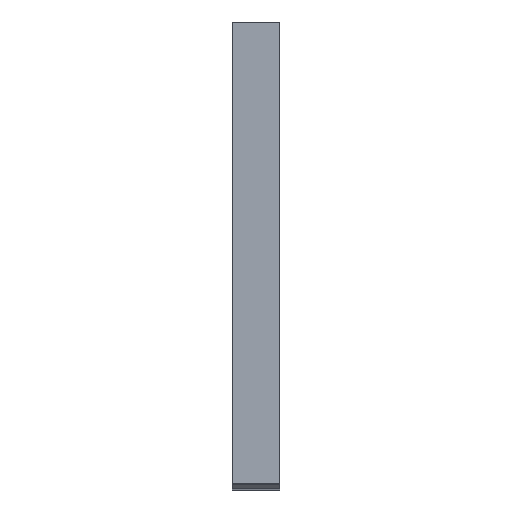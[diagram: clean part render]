
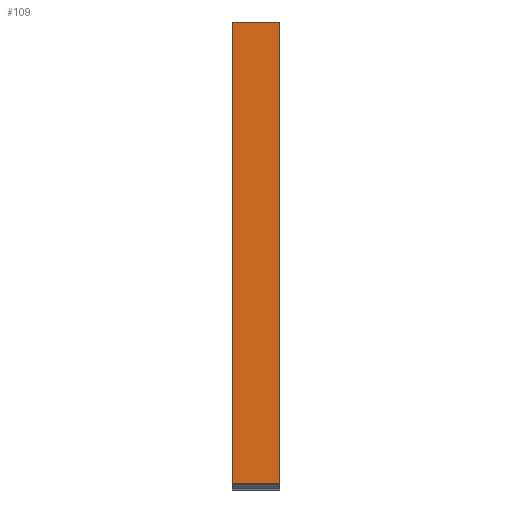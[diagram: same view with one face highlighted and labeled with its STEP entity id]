
A CAD part, top view. The second image highlights one B-rep face of the part: STEP entity #109.
In plain terms, the highlighted planar face has unit normal (0, 0, 1).
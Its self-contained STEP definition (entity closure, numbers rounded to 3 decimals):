
#109=ADVANCED_FACE('',(#157),#158,.T.);
#157=FACE_OUTER_BOUND('',#222,.T.);
#158=PLANE('',#223);
#222=EDGE_LOOP('',(#347,#348,#349,#350));
#223=AXIS2_PLACEMENT_3D('',#351,#352,#353);
#347=ORIENTED_EDGE('',*,*,#502,.T.);
#348=ORIENTED_EDGE('',*,*,#503,.T.);
#349=ORIENTED_EDGE('',*,*,#504,.T.);
#350=ORIENTED_EDGE('',*,*,#505,.T.);
#351=CARTESIAN_POINT('',(1.55,0.0,125.0));
#352=DIRECTION('',(0.0,0.0,1.0));
#353=DIRECTION('',(1.0,0.0,0.0));
#502=EDGE_CURVE('',#580,#581,#582,.T.);
#503=EDGE_CURVE('',#581,#583,#584,.T.);
#504=EDGE_CURVE('',#583,#585,#586,.T.);
#505=EDGE_CURVE('',#585,#580,#587,.T.);
#580=VERTEX_POINT('',#704);
#581=VERTEX_POINT('',#705);
#582=LINE('',#706,#707);
#583=VERTEX_POINT('',#708);
#584=LINE('',#709,#710);
#585=VERTEX_POINT('',#711);
#586=LINE('',#712,#713);
#587=LINE('',#714,#715);
#704=CARTESIAN_POINT('',(3.1,-15.0,125.0));
#705=CARTESIAN_POINT('',(3.1,15.0,125.0));
#706=CARTESIAN_POINT('',(3.1,0.0,125.0));
#707=VECTOR('',#824,1.0);
#708=CARTESIAN_POINT('',(0.0,15.0,125.0));
#709=CARTESIAN_POINT('',(1.55,15.0,125.0));
#710=VECTOR('',#825,1.0);
#711=CARTESIAN_POINT('',(0.0,-15.0,125.0));
#712=CARTESIAN_POINT('',(0.0,0.0,125.0));
#713=VECTOR('',#826,1.0);
#714=CARTESIAN_POINT('',(1.55,-15.0,125.0));
#715=VECTOR('',#827,1.0);
#824=DIRECTION('',(0.0,1.0,0.0));
#825=DIRECTION('',(-1.0,0.0,0.0));
#826=DIRECTION('',(0.0,-1.0,0.0));
#827=DIRECTION('',(1.0,0.0,0.0));
